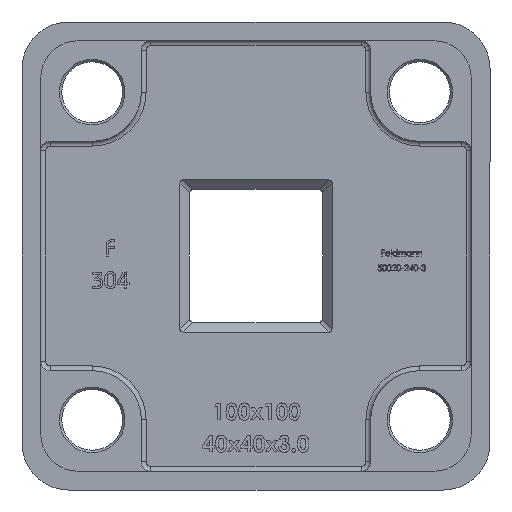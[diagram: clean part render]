
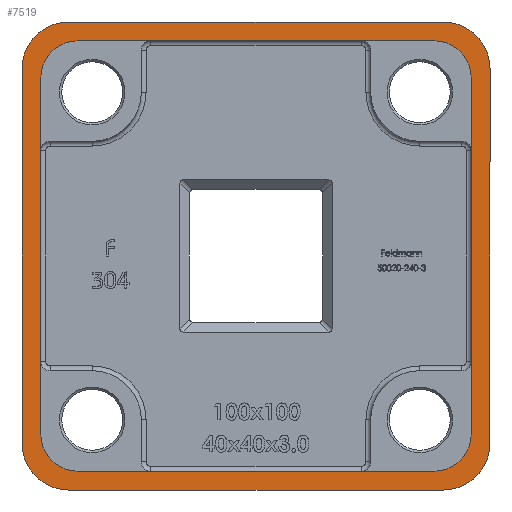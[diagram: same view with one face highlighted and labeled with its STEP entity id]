
A CAD part, front view. The second image highlights one B-rep face of the part: STEP entity #7519.
In plain terms, the highlighted planar face has unit normal (0, -1, 0).
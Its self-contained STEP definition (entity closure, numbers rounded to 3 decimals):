
#78 = PLANE ( 'NONE',  #3554 ) ;
#464 = ORIENTED_EDGE ( 'NONE', *, *, #21234, .F. ) ;
#530 = VERTEX_POINT ( 'NONE', #11679 ) ;
#797 = DIRECTION ( 'NONE',  ( 0., 0., 1. ) ) ;
#1958 = VERTEX_POINT ( 'NONE', #54750 ) ;
#2504 = LINE ( 'NONE', #35568, #45527 ) ;
#2756 = AXIS2_PLACEMENT_3D ( 'NONE', #57912, #3233, #2840 ) ;
#2840 = DIRECTION ( 'NONE',  ( 0., 0., -1. ) ) ;
#3196 = CIRCLE ( 'NONE', #2756, 8. ) ;
#3233 = DIRECTION ( 'NONE',  ( 0., -1., 0. ) ) ;
#3294 = DIRECTION ( 'NONE',  ( -1., 0., 0. ) ) ;
#3554 = AXIS2_PLACEMENT_3D ( 'NONE', #4647, #54743, #13908 ) ;
#3586 = ORIENTED_EDGE ( 'NONE', *, *, #22194, .F. ) ;
#3727 = EDGE_CURVE ( 'NONE', #31501, #57988, #29889, .T. ) ;
#3882 = DIRECTION ( 'NONE',  ( 0., 0., -1. ) ) ;
#4109 = CARTESIAN_POINT ( 'NONE',  ( 38., 0., 38. ) ) ;
#4154 = EDGE_CURVE ( 'NONE', #1958, #38196, #22694, .T. ) ;
#4404 = ORIENTED_EDGE ( 'NONE', *, *, #3727, .F. ) ;
#4647 = CARTESIAN_POINT ( 'NONE',  ( 0., 0., 0. ) ) ;
#4733 = VERTEX_POINT ( 'NONE', #43013 ) ;
#5212 = CARTESIAN_POINT ( 'NONE',  ( -50., 0., 50. ) ) ;
#5564 = CARTESIAN_POINT ( 'NONE',  ( -40., 0., -40. ) ) ;
#5768 = CARTESIAN_POINT ( 'NONE',  ( 40., 0., 40. ) ) ;
#6270 = DIRECTION ( 'NONE',  ( 0., 0., 1. ) ) ;
#6687 = FACE_BOUND ( 'NONE', #49404, .T. ) ;
#6869 = CARTESIAN_POINT ( 'NONE',  ( -38., 0., 38. ) ) ;
#6871 = CARTESIAN_POINT ( 'NONE',  ( 38., 0., 46. ) ) ;
#7058 = LINE ( 'NONE', #9851, #59333 ) ;
#7244 = LINE ( 'NONE', #38333, #52412 ) ;
#7339 = AXIS2_PLACEMENT_3D ( 'NONE', #5564, #37650, #797 ) ;
#7480 = DIRECTION ( 'NONE',  ( 0., 0., 1. ) ) ;
#7519 = ADVANCED_FACE ( 'NONE', ( #11714, #6687 ), #78, .F. ) ;
#7947 = AXIS2_PLACEMENT_3D ( 'NONE', #48519, #48910, #7480 ) ;
#8170 = LINE ( 'NONE', #29319, #41170 ) ;
#9213 = CARTESIAN_POINT ( 'NONE',  ( 46., 0., -38. ) ) ;
#9680 = CIRCLE ( 'NONE', #34448, 10. ) ;
#9851 = CARTESIAN_POINT ( 'NONE',  ( 0., 0., 46. ) ) ;
#11124 = CARTESIAN_POINT ( 'NONE',  ( -40., 0., -50. ) ) ;
#11418 = CARTESIAN_POINT ( 'NONE',  ( 50., 0., -40. ) ) ;
#11679 = CARTESIAN_POINT ( 'NONE',  ( -50., 0., -40. ) ) ;
#11714 = FACE_OUTER_BOUND ( 'NONE', #24631, .T. ) ;
#12333 = ORIENTED_EDGE ( 'NONE', *, *, #57307, .F. ) ;
#13790 = DIRECTION ( 'NONE',  ( 0., 0., -1. ) ) ;
#13908 = DIRECTION ( 'NONE',  ( 0., 0., 1. ) ) ;
#14473 = DIRECTION ( 'NONE',  ( 1., 0., 0. ) ) ;
#14520 = LINE ( 'NONE', #16947, #22390 ) ;
#14628 = VERTEX_POINT ( 'NONE', #11124 ) ;
#14882 = CARTESIAN_POINT ( 'NONE',  ( 50., 0., 40. ) ) ;
#15345 = DIRECTION ( 'NONE',  ( 0., 0., 1. ) ) ;
#16842 = EDGE_CURVE ( 'NONE', #26311, #14628, #26768, .T. ) ;
#16947 = CARTESIAN_POINT ( 'NONE',  ( 0., 0., -46. ) ) ;
#17242 = CARTESIAN_POINT ( 'NONE',  ( 40., 0., -40. ) ) ;
#17641 = CARTESIAN_POINT ( 'NONE',  ( 40., 0., -50. ) ) ;
#17696 = EDGE_CURVE ( 'NONE', #22951, #38769, #30286, .T. ) ;
#18738 = CARTESIAN_POINT ( 'NONE',  ( -46., 0., 38. ) ) ;
#18919 = DIRECTION ( 'NONE',  ( 0., 0., -1. ) ) ;
#19508 = CIRCLE ( 'NONE', #33391, 8. ) ;
#21234 = EDGE_CURVE ( 'NONE', #40862, #35260, #2504, .T. ) ;
#21359 = DIRECTION ( 'NONE',  ( 1., 0., 0. ) ) ;
#21563 = CARTESIAN_POINT ( 'NONE',  ( -50., 0., -50. ) ) ;
#22194 = EDGE_CURVE ( 'NONE', #47617, #4733, #3196, .T. ) ;
#22390 = VECTOR ( 'NONE', #21359, 1000. ) ;
#22590 = VECTOR ( 'NONE', #18919, 1000. ) ;
#22694 = LINE ( 'NONE', #5212, #54208 ) ;
#22789 = DIRECTION ( 'NONE',  ( 0., -1., 0. ) ) ;
#22869 = CARTESIAN_POINT ( 'NONE',  ( 38., 0., -46. ) ) ;
#22951 = VERTEX_POINT ( 'NONE', #41058 ) ;
#24631 = EDGE_LOOP ( 'NONE', ( #464, #37012, #57212, #50781, #48902, #49745, #53100, #54047 ) ) ;
#24821 = AXIS2_PLACEMENT_3D ( 'NONE', #17242, #40661, #49450 ) ;
#24888 = EDGE_CURVE ( 'NONE', #4733, #31501, #14520, .T. ) ;
#25517 = VERTEX_POINT ( 'NONE', #27472 ) ;
#26282 = EDGE_CURVE ( 'NONE', #26311, #35260, #48037, .T. ) ;
#26311 = VERTEX_POINT ( 'NONE', #17641 ) ;
#26347 = DIRECTION ( 'NONE',  ( 0., 0., -1. ) ) ;
#26768 = LINE ( 'NONE', #21563, #34645 ) ;
#26810 = CARTESIAN_POINT ( 'NONE',  ( 40., 0., 50. ) ) ;
#27310 = CARTESIAN_POINT ( 'NONE',  ( -46., 0., -38. ) ) ;
#27472 = CARTESIAN_POINT ( 'NONE',  ( -38., 0., 46. ) ) ;
#28440 = DIRECTION ( 'NONE',  ( 0., 0., 1. ) ) ;
#28561 = ORIENTED_EDGE ( 'NONE', *, *, #31186, .F. ) ;
#29319 = CARTESIAN_POINT ( 'NONE',  ( -50., 0., -50. ) ) ;
#29889 = CIRCLE ( 'NONE', #59059, 8. ) ;
#30227 = CIRCLE ( 'NONE', #7339, 10. ) ;
#30286 = CIRCLE ( 'NONE', #55596, 8. ) ;
#30909 = EDGE_CURVE ( 'NONE', #530, #14628, #30227, .T. ) ;
#31003 = VERTEX_POINT ( 'NONE', #48377 ) ;
#31186 = EDGE_CURVE ( 'NONE', #42838, #47617, #7244, .T. ) ;
#31501 = VERTEX_POINT ( 'NONE', #22869 ) ;
#33320 = DIRECTION ( 'NONE',  ( 0., 0., -1. ) ) ;
#33391 = AXIS2_PLACEMENT_3D ( 'NONE', #6869, #56542, #6270 ) ;
#34448 = AXIS2_PLACEMENT_3D ( 'NONE', #5768, #55283, #28440 ) ;
#34645 = VECTOR ( 'NONE', #3294, 1000. ) ;
#35260 = VERTEX_POINT ( 'NONE', #11418 ) ;
#35568 = CARTESIAN_POINT ( 'NONE',  ( 50., 0., -50. ) ) ;
#37012 = ORIENTED_EDGE ( 'NONE', *, *, #39715, .T. ) ;
#37650 = DIRECTION ( 'NONE',  ( 0., -1., 0. ) ) ;
#38196 = VERTEX_POINT ( 'NONE', #26810 ) ;
#38333 = CARTESIAN_POINT ( 'NONE',  ( -46., 0., 0. ) ) ;
#38769 = VERTEX_POINT ( 'NONE', #6871 ) ;
#38817 = EDGE_CURVE ( 'NONE', #1958, #31003, #57748, .T. ) ;
#39119 = ORIENTED_EDGE ( 'NONE', *, *, #17696, .F. ) ;
#39715 = EDGE_CURVE ( 'NONE', #40862, #38196, #9680, .T. ) ;
#40260 = EDGE_CURVE ( 'NONE', #530, #31003, #8170, .T. ) ;
#40661 = DIRECTION ( 'NONE',  ( 0., -1., 0. ) ) ;
#40862 = VERTEX_POINT ( 'NONE', #14882 ) ;
#41058 = CARTESIAN_POINT ( 'NONE',  ( 46., 0., 38. ) ) ;
#41170 = VECTOR ( 'NONE', #15345, 1000. ) ;
#41405 = CARTESIAN_POINT ( 'NONE',  ( 38., 0., -38. ) ) ;
#42838 = VERTEX_POINT ( 'NONE', #18738 ) ;
#43013 = CARTESIAN_POINT ( 'NONE',  ( -38., 0., -46. ) ) ;
#44796 = DIRECTION ( 'NONE',  ( 0., -1., 0. ) ) ;
#45527 = VECTOR ( 'NONE', #3882, 1000. ) ;
#46073 = DIRECTION ( 'NONE',  ( 1., 0., 0. ) ) ;
#46662 = EDGE_CURVE ( 'NONE', #25517, #38769, #7058, .T. ) ;
#47617 = VERTEX_POINT ( 'NONE', #27310 ) ;
#48037 = CIRCLE ( 'NONE', #24821, 10. ) ;
#48377 = CARTESIAN_POINT ( 'NONE',  ( -50., 0., 40. ) ) ;
#48519 = CARTESIAN_POINT ( 'NONE',  ( -40., 0., 40. ) ) ;
#48902 = ORIENTED_EDGE ( 'NONE', *, *, #40260, .F. ) ;
#48910 = DIRECTION ( 'NONE',  ( 0., -1., 0. ) ) ;
#49404 = EDGE_LOOP ( 'NONE', ( #59196, #4404, #54228, #3586, #28561, #12333, #55382, #39119 ) ) ;
#49450 = DIRECTION ( 'NONE',  ( 0., 0., 1. ) ) ;
#49745 = ORIENTED_EDGE ( 'NONE', *, *, #30909, .T. ) ;
#50781 = ORIENTED_EDGE ( 'NONE', *, *, #38817, .T. ) ;
#52412 = VECTOR ( 'NONE', #33320, 1000. ) ;
#53100 = ORIENTED_EDGE ( 'NONE', *, *, #16842, .F. ) ;
#54047 = ORIENTED_EDGE ( 'NONE', *, *, #26282, .T. ) ;
#54208 = VECTOR ( 'NONE', #14473, 1000. ) ;
#54228 = ORIENTED_EDGE ( 'NONE', *, *, #24888, .F. ) ;
#54743 = DIRECTION ( 'NONE',  ( 0., 1., 0. ) ) ;
#54749 = EDGE_CURVE ( 'NONE', #22951, #57988, #55557, .T. ) ;
#54750 = CARTESIAN_POINT ( 'NONE',  ( -40., 0., 50. ) ) ;
#55148 = CARTESIAN_POINT ( 'NONE',  ( 46., 0., 0. ) ) ;
#55283 = DIRECTION ( 'NONE',  ( 0., -1., 0. ) ) ;
#55382 = ORIENTED_EDGE ( 'NONE', *, *, #46662, .T. ) ;
#55557 = LINE ( 'NONE', #55148, #22590 ) ;
#55596 = AXIS2_PLACEMENT_3D ( 'NONE', #4109, #44796, #26347 ) ;
#56542 = DIRECTION ( 'NONE',  ( 0., -1., 0. ) ) ;
#57212 = ORIENTED_EDGE ( 'NONE', *, *, #4154, .F. ) ;
#57307 = EDGE_CURVE ( 'NONE', #25517, #42838, #19508, .T. ) ;
#57748 = CIRCLE ( 'NONE', #7947, 10. ) ;
#57912 = CARTESIAN_POINT ( 'NONE',  ( -38., 0., -38. ) ) ;
#57988 = VERTEX_POINT ( 'NONE', #9213 ) ;
#59059 = AXIS2_PLACEMENT_3D ( 'NONE', #41405, #22789, #13790 ) ;
#59196 = ORIENTED_EDGE ( 'NONE', *, *, #54749, .T. ) ;
#59333 = VECTOR ( 'NONE', #46073, 1000. ) ;
